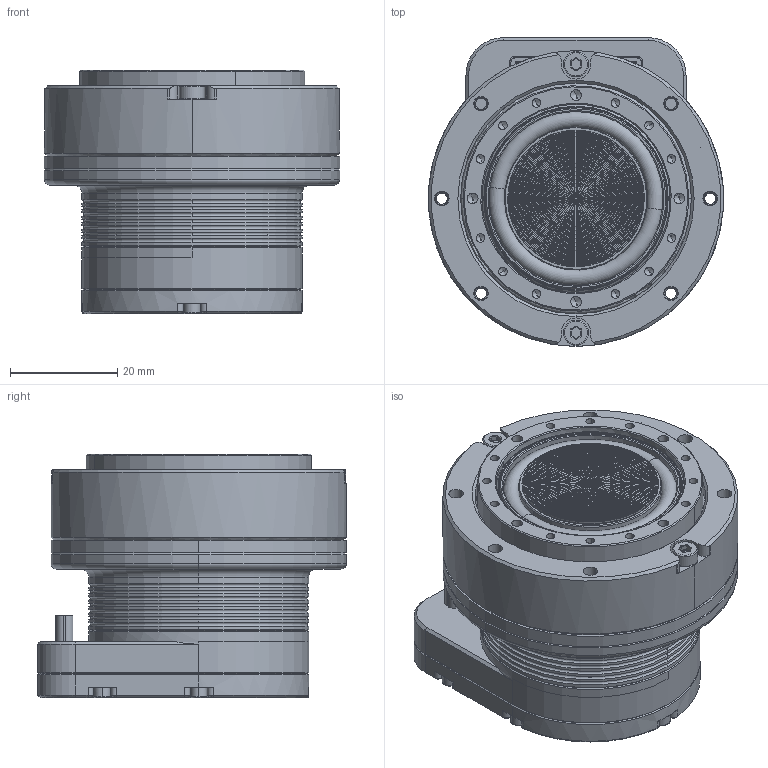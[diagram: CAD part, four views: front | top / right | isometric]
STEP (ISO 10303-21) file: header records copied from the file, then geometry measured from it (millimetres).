
FILE_DESCRIPTION((''),'2;1');
FILE_NAME('PND20-1411-__SW0003','2023-12-18T',('Lenovo'),(''),'CREO PARAMETRIC BY PTC INC, 2017170','CREO PARAMETRIC BY PTC INC, 2017170','');
FILE_SCHEMA(('AUTOMOTIVE_DESIGN { 1 0 10303 214 1 1 1 1 }'));
Length unit declared in the file: millimetre
Products named in the file (1): PND20-1411-__SW0003
Bounding box: 55 x 57.5 x 45.4 mm (x, y, z)
Volume: 83246.6 mm3; surface area: 17872.8 mm2
Topology: 1 solids, 12 shells, 1566 faces, 3870 edges, 2356 vertices
Faces by surface type: plane 549, cylinder 512, torus 249, cone 166, sphere 42, extrusion 40, bspline 8
Entity records: 58498 total; most frequent: CARTESIAN_POINT 9977, DIRECTION 8401, ORIENTED_EDGE 7576, EDGE_CURVE 3788, AXIS2_PLACEMENT_3D 3242, VERTEX_POINT 2356, VECTOR 1917, LINE 1877
